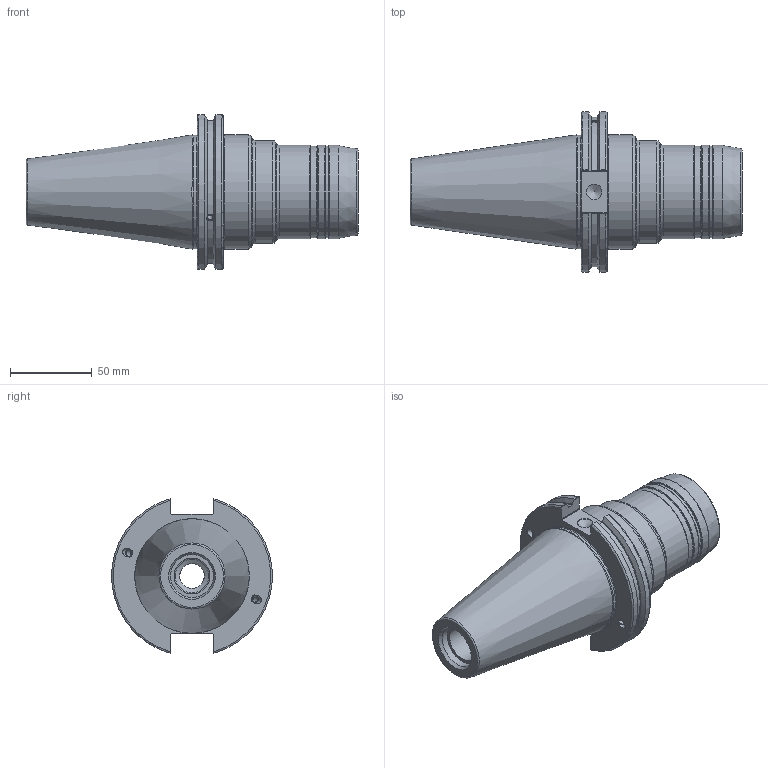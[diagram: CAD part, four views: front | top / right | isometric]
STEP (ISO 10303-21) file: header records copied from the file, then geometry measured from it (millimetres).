
FILE_DESCRIPTION(/* description */ (''),/* implementation_level */ '2;1');
FILE_NAME(/* name */ 'WL030.stp',/* time_stamp */ '2023-03-24T12:01:08+09:00',/* author */ ('eos'),/* organization */ (''),/* preprocessor_version */ 'ST-DEVELOPER v18.1',/* originating_system */ 'Autodesk Inventor 2022',/* authorisation */ '');
FILE_SCHEMA (('AUTOMOTIVE_DESIGN { 1 0 10303 214 3 1 1 }'));
Length unit declared in the file: millimetre
Products named in the file (1): CAT50
Bounding box: 203.2 x 98.06 x 94.69 mm (x, y, z)
Volume: 527991.2 mm3; surface area: 64982.1 mm2
Topology: 1 solids, 1 shells, 110 faces, 303 edges, 201 vertices
Faces by surface type: plane 37, cylinder 33, torus 21, cone 19
Full cylindrical faces by diameter (mm): 3.242 x4, 4.134 x2, 4.2 x2, 5 x2, 9.525 x1, 14.917 x1, 20.5 x1, 21.971 x1, 25.4 x1, 25.8 x1, 26.2 x1, 56 x2, 57 x3, 63 x1, 69.25 x1, 69.9 x1
Entity records: 3964 total; most frequent: CARTESIAN_POINT 1094, DIRECTION 605, ORIENTED_EDGE 600, EDGE_CURVE 300, AXIS2_PLACEMENT_3D 250, VERTEX_POINT 201, CIRCLE 137, EDGE_LOOP 129
